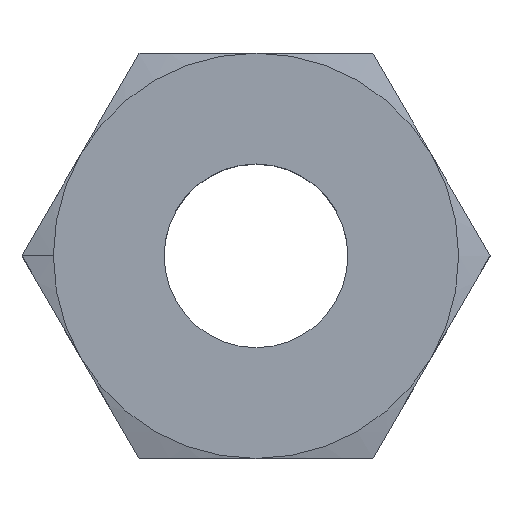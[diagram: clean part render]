
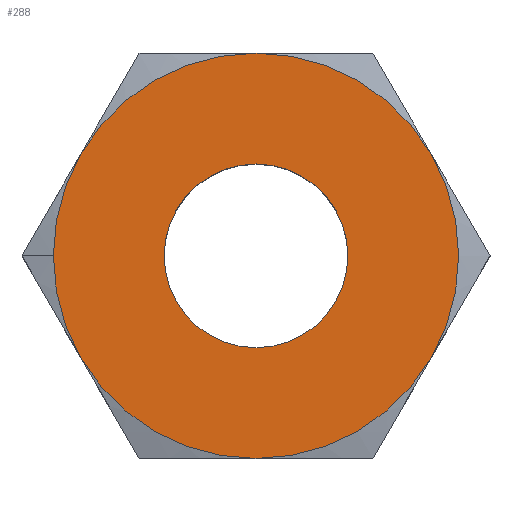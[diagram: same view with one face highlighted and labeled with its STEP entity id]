
A CAD part, top view. The second image highlights one B-rep face of the part: STEP entity #288.
In plain terms, the highlighted planar face has unit normal (0, 0, 1).
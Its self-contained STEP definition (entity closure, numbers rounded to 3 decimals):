
#25 = VERTEX_POINT ( 'NONE', #755 ) ;
#34 = CIRCLE ( 'NONE', #213, 4.115 ) ;
#44 = EDGE_CURVE ( 'NONE', #652, #496, #214, .T. ) ;
#46 = CIRCLE ( 'NONE', #677, 4.115 ) ;
#67 = DIRECTION ( 'NONE',  ( 1., 0., 0. ) ) ;
#81 = DIRECTION ( 'NONE',  ( 0., 0., 1. ) ) ;
#84 = VERTEX_POINT ( 'NONE', #147 ) ;
#95 = EDGE_CURVE ( 'NONE', #84, #25, #673, .T. ) ;
#105 = DIRECTION ( 'NONE',  ( 1., 0., 0. ) ) ;
#126 = DIRECTION ( 'NONE',  ( 0., 0., 1. ) ) ;
#129 = ORIENTED_EDGE ( 'NONE', *, *, #362, .T. ) ;
#130 = DIRECTION ( 'NONE',  ( 1., 0., 0. ) ) ;
#136 = DIRECTION ( 'NONE',  ( 0., 0., 1. ) ) ;
#147 = CARTESIAN_POINT ( 'NONE',  ( -3.564, -2.057, 1.865 ) ) ;
#150 = ORIENTED_EDGE ( 'NONE', *, *, #245, .T. ) ;
#183 = CARTESIAN_POINT ( 'NONE',  ( 0., 0., 1.865 ) ) ;
#188 = AXIS2_PLACEMENT_3D ( 'NONE', #424, #482, #647 ) ;
#213 = AXIS2_PLACEMENT_3D ( 'NONE', #300, #712, #471 ) ;
#214 = CIRCLE ( 'NONE', #607, 4.115 ) ;
#230 = AXIS2_PLACEMENT_3D ( 'NONE', #711, #81, #318 ) ;
#245 = EDGE_CURVE ( 'NONE', #248, #401, #34, .T. ) ;
#246 = CARTESIAN_POINT ( 'NONE',  ( 1.865, 0., 1.865 ) ) ;
#248 = VERTEX_POINT ( 'NONE', #414 ) ;
#251 = DIRECTION ( 'NONE',  ( 0., 0., 1. ) ) ;
#254 = DIRECTION ( 'NONE',  ( 1., 0., 0. ) ) ;
#278 = EDGE_CURVE ( 'NONE', #340, #516, #735, .T. ) ;
#283 = DIRECTION ( 'NONE',  ( 0., 0., -1. ) ) ;
#288 = ADVANCED_FACE ( 'NONE', ( #553, #529 ), #542, .T. ) ;
#298 = EDGE_CURVE ( 'NONE', #516, #340, #502, .T. ) ;
#300 = CARTESIAN_POINT ( 'NONE',  ( 0., 0., 1.865 ) ) ;
#306 = CARTESIAN_POINT ( 'NONE',  ( 0., 4.115, 1.865 ) ) ;
#315 = EDGE_CURVE ( 'NONE', #25, #248, #329, .T. ) ;
#318 = DIRECTION ( 'NONE',  ( 1., 0., 0. ) ) ;
#329 = CIRCLE ( 'NONE', #230, 4.115 ) ;
#340 = VERTEX_POINT ( 'NONE', #246 ) ;
#362 = EDGE_CURVE ( 'NONE', #401, #379, #762, .T. ) ;
#374 = AXIS2_PLACEMENT_3D ( 'NONE', #183, #136, #130 ) ;
#379 = VERTEX_POINT ( 'NONE', #306 ) ;
#392 = CARTESIAN_POINT ( 'NONE',  ( -1.865, 0., 1.865 ) ) ;
#401 = VERTEX_POINT ( 'NONE', #722 ) ;
#410 = AXIS2_PLACEMENT_3D ( 'NONE', #718, #251, #657 ) ;
#412 = EDGE_LOOP ( 'NONE', ( #555, #457 ) ) ;
#414 = CARTESIAN_POINT ( 'NONE',  ( 3.564, -2.057, 1.865 ) ) ;
#424 = CARTESIAN_POINT ( 'NONE',  ( 0., 0., 1.865 ) ) ;
#438 = CARTESIAN_POINT ( 'NONE',  ( 0., 0., 1.865 ) ) ;
#457 = ORIENTED_EDGE ( 'NONE', *, *, #298, .F. ) ;
#471 = DIRECTION ( 'NONE',  ( 1., 0., 0. ) ) ;
#475 = CARTESIAN_POINT ( 'NONE',  ( 0., 0., 1.865 ) ) ;
#482 = DIRECTION ( 'NONE',  ( 0., 0., 1. ) ) ;
#487 = DIRECTION ( 'NONE',  ( 0., 0., 1. ) ) ;
#496 = VERTEX_POINT ( 'NONE', #678 ) ;
#502 = CIRCLE ( 'NONE', #188, 1.865 ) ;
#516 = VERTEX_POINT ( 'NONE', #392 ) ;
#518 = DIRECTION ( 'NONE',  ( -1., 0., 0. ) ) ;
#524 = CARTESIAN_POINT ( 'NONE',  ( -3.564, 2.057, 1.865 ) ) ;
#529 = FACE_OUTER_BOUND ( 'NONE', #531, .T. ) ;
#531 = EDGE_LOOP ( 'NONE', ( #150, #129, #572, #622, #665, #620, #581 ) ) ;
#542 = PLANE ( 'NONE',  #589 ) ;
#553 = FACE_BOUND ( 'NONE', #412, .T. ) ;
#555 = ORIENTED_EDGE ( 'NONE', *, *, #278, .F. ) ;
#559 = AXIS2_PLACEMENT_3D ( 'NONE', #578, #635, #105 ) ;
#560 = DIRECTION ( 'NONE',  ( 0., 0., 1. ) ) ;
#572 = ORIENTED_EDGE ( 'NONE', *, *, #654, .F. ) ;
#578 = CARTESIAN_POINT ( 'NONE',  ( 0., 0., 1.865 ) ) ;
#581 = ORIENTED_EDGE ( 'NONE', *, *, #315, .T. ) ;
#589 = AXIS2_PLACEMENT_3D ( 'NONE', #475, #126, #67 ) ;
#607 = AXIS2_PLACEMENT_3D ( 'NONE', #617, #487, #254 ) ;
#617 = CARTESIAN_POINT ( 'NONE',  ( 0., 0., 1.865 ) ) ;
#620 = ORIENTED_EDGE ( 'NONE', *, *, #95, .T. ) ;
#622 = ORIENTED_EDGE ( 'NONE', *, *, #44, .T. ) ;
#624 = CIRCLE ( 'NONE', #559, 4.115 ) ;
#635 = DIRECTION ( 'NONE',  ( 0., 0., 1. ) ) ;
#647 = DIRECTION ( 'NONE',  ( 1., 0., 0. ) ) ;
#652 = VERTEX_POINT ( 'NONE', #524 ) ;
#654 = EDGE_CURVE ( 'NONE', #652, #379, #46, .T. ) ;
#657 = DIRECTION ( 'NONE',  ( 1., 0., 0. ) ) ;
#665 = ORIENTED_EDGE ( 'NONE', *, *, #704, .T. ) ;
#673 = CIRCLE ( 'NONE', #717, 4.115 ) ;
#677 = AXIS2_PLACEMENT_3D ( 'NONE', #693, #283, #518 ) ;
#678 = CARTESIAN_POINT ( 'NONE',  ( -4.115, 0., 1.865 ) ) ;
#693 = CARTESIAN_POINT ( 'NONE',  ( 0., 0., 1.865 ) ) ;
#704 = EDGE_CURVE ( 'NONE', #496, #84, #624, .T. ) ;
#711 = CARTESIAN_POINT ( 'NONE',  ( 0., 0., 1.865 ) ) ;
#712 = DIRECTION ( 'NONE',  ( 0., 0., 1. ) ) ;
#717 = AXIS2_PLACEMENT_3D ( 'NONE', #438, #560, #723 ) ;
#718 = CARTESIAN_POINT ( 'NONE',  ( 0., 0., 1.865 ) ) ;
#722 = CARTESIAN_POINT ( 'NONE',  ( 3.564, 2.057, 1.865 ) ) ;
#723 = DIRECTION ( 'NONE',  ( 1., 0., 0. ) ) ;
#735 = CIRCLE ( 'NONE', #374, 1.865 ) ;
#755 = CARTESIAN_POINT ( 'NONE',  ( 0., -4.115, 1.865 ) ) ;
#762 = CIRCLE ( 'NONE', #410, 4.115 ) ;
